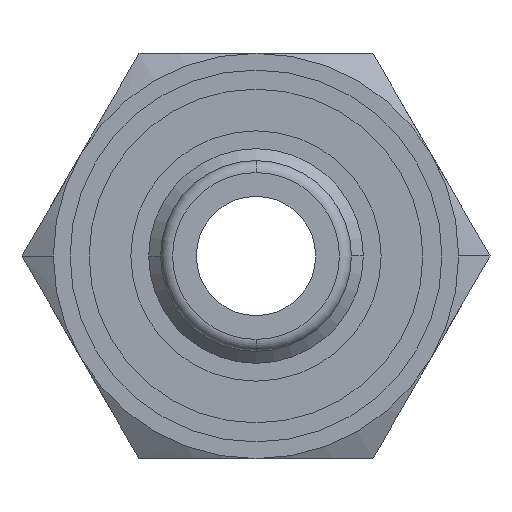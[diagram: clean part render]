
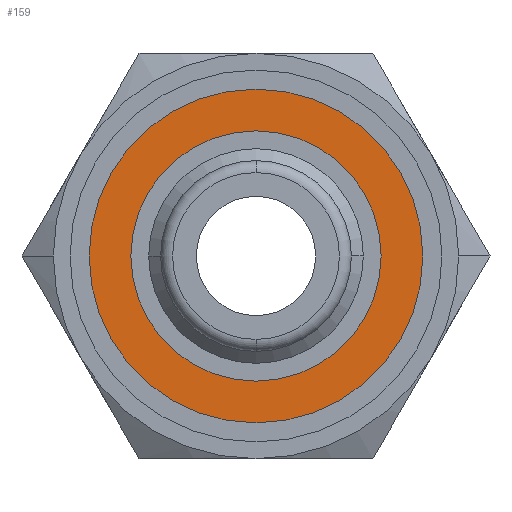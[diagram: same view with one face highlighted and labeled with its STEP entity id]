
A CAD part, front view. The second image highlights one B-rep face of the part: STEP entity #159.
In plain terms, the highlighted planar face has unit normal (0, -1, 0).
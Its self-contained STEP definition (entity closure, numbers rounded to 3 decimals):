
#159=ADVANCED_FACE('',(#333,#334),#335,.T.);
#333=FACE_BOUND('',#518,.T.);
#334=FACE_OUTER_BOUND('',#519,.T.);
#335=PLANE('',#520);
#518=EDGE_LOOP('',(#901,#902));
#519=EDGE_LOOP('',(#903,#904));
#520=AXIS2_PLACEMENT_3D('',#905,#906,#907);
#901=ORIENTED_EDGE('',*,*,#1172,.T.);
#902=ORIENTED_EDGE('',*,*,#1102,.T.);
#903=ORIENTED_EDGE('',*,*,#1109,.T.);
#904=ORIENTED_EDGE('',*,*,#1196,.T.);
#905=CARTESIAN_POINT('',(0.0,23.5,0.0));
#906=DIRECTION('',(0.0,-1.0,0.0));
#907=DIRECTION('',(-1.0,0.0,0.0));
#1102=EDGE_CURVE('',#1314,#1316,#1318,.T.);
#1109=EDGE_CURVE('',#1322,#1327,#1329,.T.);
#1172=EDGE_CURVE('',#1316,#1314,#1419,.T.);
#1196=EDGE_CURVE('',#1327,#1322,#1444,.T.);
#1314=VERTEX_POINT('',#1654);
#1316=VERTEX_POINT('',#1657);
#1318=CIRCLE('',#1660,5.25);
#1322=VERTEX_POINT('',#1664);
#1327=VERTEX_POINT('',#1670);
#1329=CIRCLE('',#1673,7.0);
#1419=CIRCLE('',#1908,5.25);
#1444=CIRCLE('',#1960,7.0);
#1654=CARTESIAN_POINT('',(5.25,23.5,0.));
#1657=CARTESIAN_POINT('',(-5.25,23.5,0.));
#1660=AXIS2_PLACEMENT_3D('',#2100,#2101,#2102);
#1664=CARTESIAN_POINT('',(7.0,23.5,0.0));
#1670=CARTESIAN_POINT('',(-7.0,23.5,0.));
#1673=AXIS2_PLACEMENT_3D('',#2111,#2112,#2113);
#1908=AXIS2_PLACEMENT_3D('',#2190,#2191,#2192);
#1960=AXIS2_PLACEMENT_3D('',#2219,#2220,#2221);
#2100=CARTESIAN_POINT('',(0.0,23.5,0.0));
#2101=DIRECTION('',(-0.0,1.0,0.0));
#2102=DIRECTION('',(1.0,0.0,0.0));
#2111=CARTESIAN_POINT('',(0.0,23.5,0.0));
#2112=DIRECTION('',(0.0,-1.0,0.0));
#2113=DIRECTION('',(1.0,0.0,0.0));
#2190=CARTESIAN_POINT('',(0.0,23.5,0.0));
#2191=DIRECTION('',(-0.0,1.0,0.0));
#2192=DIRECTION('',(1.0,0.0,0.0));
#2219=CARTESIAN_POINT('',(0.0,23.5,0.0));
#2220=DIRECTION('',(0.0,-1.0,0.0));
#2221=DIRECTION('',(1.0,0.0,0.0));
